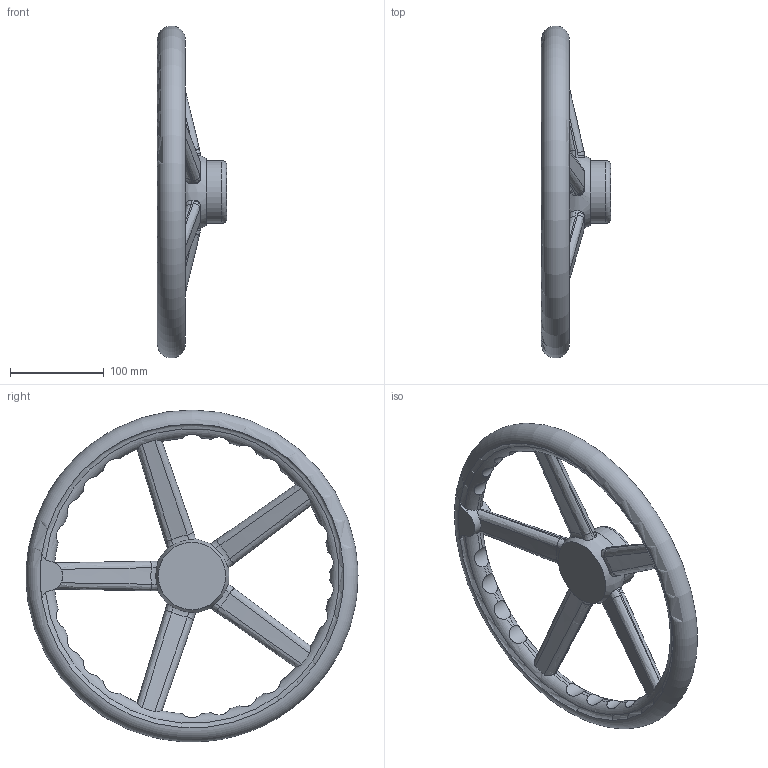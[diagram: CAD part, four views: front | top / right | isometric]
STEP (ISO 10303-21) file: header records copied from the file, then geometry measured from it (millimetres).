
FILE_DESCRIPTION(/* description */ (''),/* implementation_level */ '2;1');
FILE_NAME(/* name */ 'PN355',/* time_stamp */ '2012-11-23T17:34:31+08:00',/* author */ (''),/* organization */ (''),/* preprocessor_version */ 'ST-DEVELOPER v9',/* originating_system */ 'UGS - NX 4.0',/* authorisation */ '');
FILE_SCHEMA (('CONFIG_CONTROL_DESIGN'));
Length unit declared in the file: millimetre
Products named in the file (1): AdmiDB07xp9d
Bounding box: 74 x 354.72 x 354.72 mm (x, y, z)
Volume: 1099257.6 mm3; surface area: 154803.4 mm2
Topology: 1 solids, 1 shells, 155 faces, 425 edges, 272 vertices
Faces by surface type: cylinder 68, bspline 41, plane 21, torus 15, cone 10
Full cylindrical faces by diameter (mm): 67 x1
Entity records: 6121 total; most frequent: CARTESIAN_POINT 2586, ORIENTED_EDGE 830, DIRECTION 578, EDGE_CURVE 415, VERTEX_POINT 268, AXIS2_PLACEMENT_3D 250, B_SPLINE_CURVE_WITH_KNOTS 202, EDGE_LOOP 171
